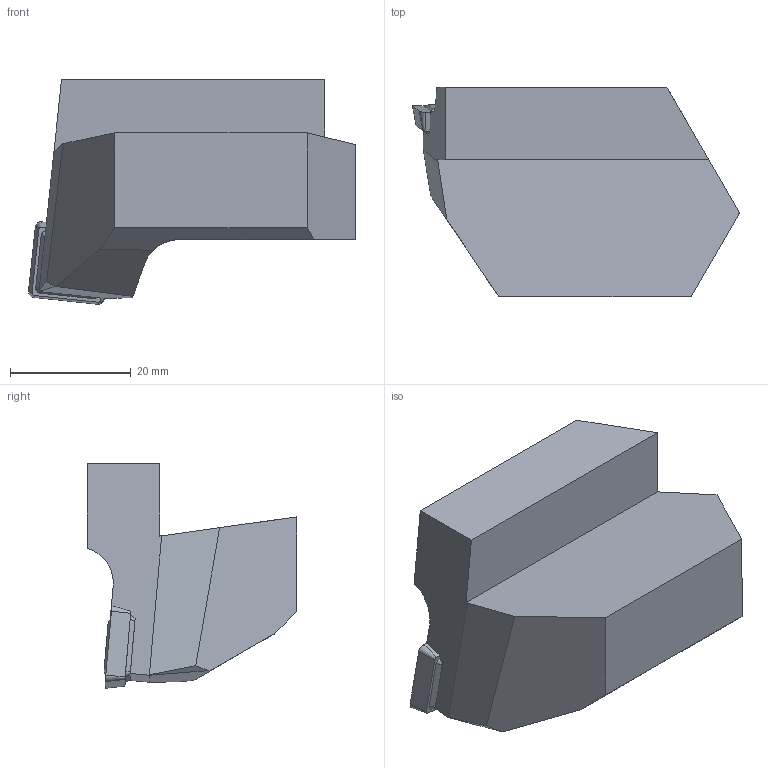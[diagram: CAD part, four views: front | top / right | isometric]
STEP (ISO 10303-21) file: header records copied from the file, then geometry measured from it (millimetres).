
FILE_DESCRIPTION(/* description */ (''),/* implementation_level */ '2;1');
FILE_NAME(/* name */ '1549900459241.stp',/* time_stamp */ '2019-02-11T16:54:35+01:00',/* author */ (''),/* organization */ ('SMS'),/* preprocessor_version */ 'ST-DEVELOPER v15',/* originating_system */ 'SIEMENS PLM Software NX 8.5',/* authorisation */ '');
FILE_SCHEMA (('AUTOMOTIVE_DESIGN { 1 0 10303 214 3 1 1 1 }'));
Length unit declared in the file: millimetre
Products named in the file (4): ASSEMBLY_CONSTRUCTION; 201012610mod000_00; 201024050mod000_00; 201024075mod000_01
Assembly tree (3 placements, depth 2):
  201024075mod000_01
    201024050mod000_00
    201012610mod000_00
    ASSEMBLY_CONSTRUCTION
Bounding box: 54.17 x 34.67 x 37.21 mm (x, y, z)
Volume: 30317.2 mm3; surface area: 7465.2 mm2
Topology: 2 solids, 2 shells, 66 faces, 181 edges, 130 vertices
Faces by surface type: plane 44, cone 10, torus 8, cylinder 4
Full cylindrical faces by diameter (mm): 4 x2
Entity records: 2293 total; most frequent: CARTESIAN_POINT 431, DIRECTION 350, ORIENTED_EDGE 342, EDGE_CURVE 171, VERTEX_POINT 130, LINE 126, VECTOR 126, AXIS2_PLACEMENT_3D 112
